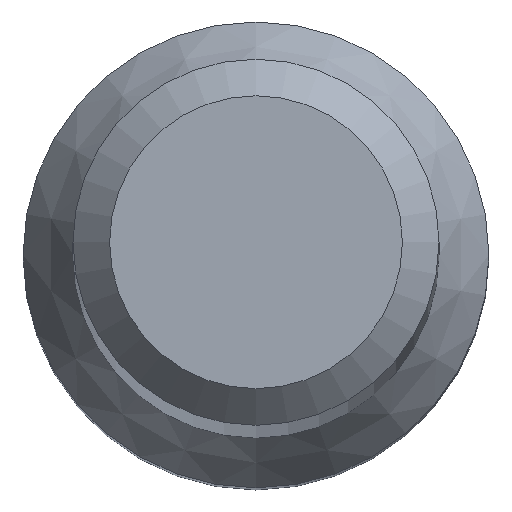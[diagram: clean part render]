
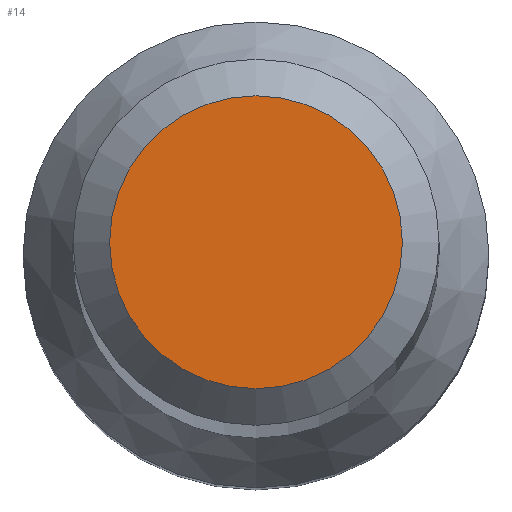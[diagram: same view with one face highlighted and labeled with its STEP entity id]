
A CAD part, top view. The second image highlights one B-rep face of the part: STEP entity #14.
In plain terms, the highlighted planar face has unit normal (0, 0, 1).
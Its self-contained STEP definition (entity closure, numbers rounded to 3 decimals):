
#12 = DIRECTION ( 'NONE',  ( 0., 0., 1. ) ) ;
#14 = ADVANCED_FACE ( 'NONE', ( #68 ), #126, .T. ) ;
#36 = CARTESIAN_POINT ( 'NONE',  ( 0., 0., 70. ) ) ;
#63 = VERTEX_POINT ( 'NONE', #181 ) ;
#68 = FACE_OUTER_BOUND ( 'NONE', #202, .T. ) ;
#85 = EDGE_CURVE ( 'NONE', #63, #63, #161, .T. ) ;
#126 = PLANE ( 'NONE',  #137 ) ;
#127 = CARTESIAN_POINT ( 'NONE',  ( 0., 0., 70. ) ) ;
#137 = AXIS2_PLACEMENT_3D ( 'NONE', #36, #12, #206 ) ;
#141 = DIRECTION ( 'NONE',  ( 0., 1., 0. ) ) ;
#142 = AXIS2_PLACEMENT_3D ( 'NONE', #127, #209, #141 ) ;
#161 = CIRCLE ( 'NONE', #142, 1.2 ) ;
#177 = ORIENTED_EDGE ( 'NONE', *, *, #85, .F. ) ;
#181 = CARTESIAN_POINT ( 'NONE',  ( 0., 1.2, 70. ) ) ;
#202 = EDGE_LOOP ( 'NONE', ( #177 ) ) ;
#206 = DIRECTION ( 'NONE',  ( 0., -1., 0. ) ) ;
#209 = DIRECTION ( 'NONE',  ( 0., 0., -1. ) ) ;
